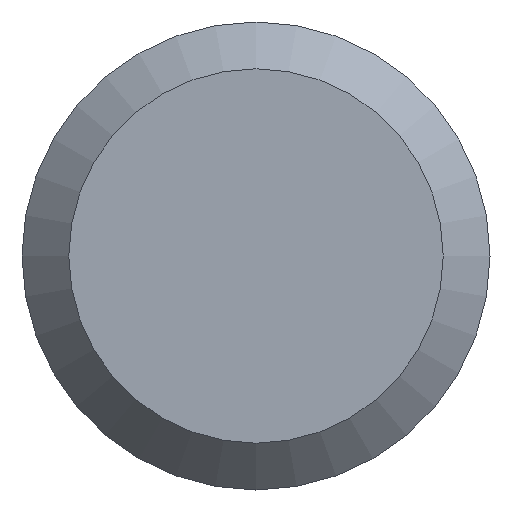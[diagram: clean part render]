
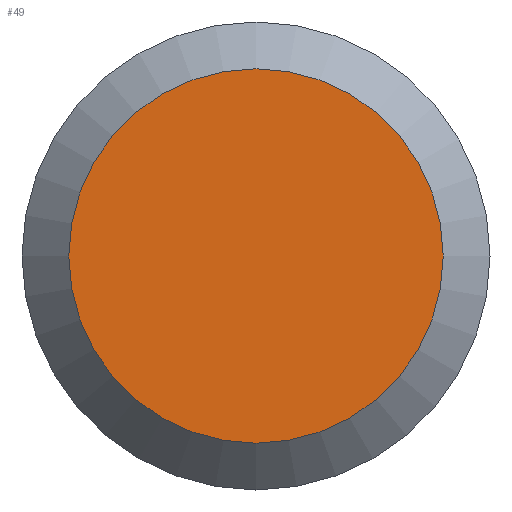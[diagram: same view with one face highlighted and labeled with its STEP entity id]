
A CAD part, left-side view. The second image highlights one B-rep face of the part: STEP entity #49.
In plain terms, the highlighted planar face has unit normal (-1, 0, 0).
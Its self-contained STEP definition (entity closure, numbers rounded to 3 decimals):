
#17 = DIRECTION ( 'NONE',  ( 0., 0., -1. ) ) ;
#23 = VERTEX_POINT ( 'NONE', #63 ) ;
#34 = CARTESIAN_POINT ( 'NONE',  ( 0., 5.1, 0. ) ) ;
#42 = EDGE_CURVE ( 'NONE', #23, #23, #112, .T. ) ;
#49 = ADVANCED_FACE ( 'NONE', ( #164 ), #104, .F. ) ;
#61 = DIRECTION ( 'NONE',  ( 0., 0., -1. ) ) ;
#63 = CARTESIAN_POINT ( 'NONE',  ( 0., 0., -4.08 ) ) ;
#95 = DIRECTION ( 'NONE',  ( 1., 0., 0. ) ) ;
#97 = EDGE_LOOP ( 'NONE', ( #213 ) ) ;
#104 = PLANE ( 'NONE',  #166 ) ;
#112 = CIRCLE ( 'NONE', #138, 4.08 ) ;
#138 = AXIS2_PLACEMENT_3D ( 'NONE', #162, #186, #61 ) ;
#162 = CARTESIAN_POINT ( 'NONE',  ( 0., 0., 0. ) ) ;
#164 = FACE_OUTER_BOUND ( 'NONE', #97, .T. ) ;
#166 = AXIS2_PLACEMENT_3D ( 'NONE', #34, #95, #17 ) ;
#186 = DIRECTION ( 'NONE',  ( -1., 0., 0. ) ) ;
#213 = ORIENTED_EDGE ( 'NONE', *, *, #42, .T. ) ;
